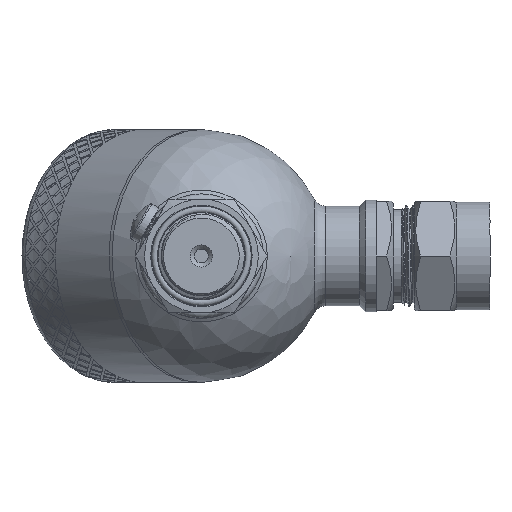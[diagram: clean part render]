
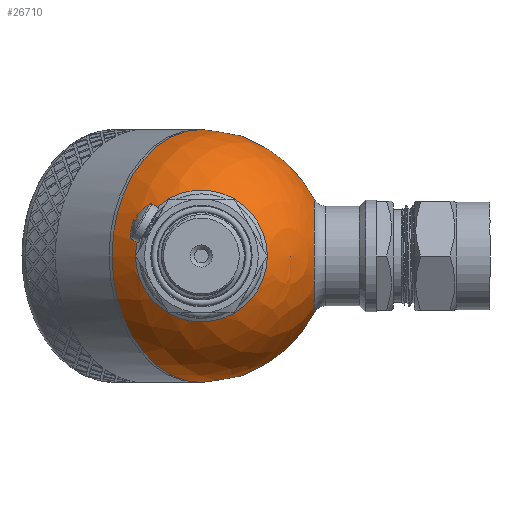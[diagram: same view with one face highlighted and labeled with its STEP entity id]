
A CAD part, left-side view. The second image highlights one B-rep face of the part: STEP entity #26710.
In plain terms, the highlighted spherical face has radius 30 mm.
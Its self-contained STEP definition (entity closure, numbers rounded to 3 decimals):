
#43=SPHERICAL_SURFACE('',#27838,30.);
#336=FACE_BOUND('',#5033,.T.);
#337=FACE_BOUND('',#5034,.T.);
#3179=FACE_OUTER_BOUND('',#5032,.T.);
#5032=EDGE_LOOP('',(#24251,#24252,#24253,#24254));
#5033=EDGE_LOOP('',(#24255));
#5034=EDGE_LOOP('',(#24256));
#5537=CIRCLE('',#27835,15.643);
#5540=CIRCLE('',#27839,30.);
#5541=CIRCLE('',#27840,30.);
#5542=CIRCLE('',#27841,30.);
#5543=CIRCLE('',#27842,13.5);
#12474=VERTEX_POINT('',#65101);
#12476=VERTEX_POINT('',#65107);
#12477=VERTEX_POINT('',#65108);
#12478=VERTEX_POINT('',#65110);
#12479=VERTEX_POINT('',#65113);
#16434=EDGE_CURVE('',#12474,#12474,#5537,.T.);
#16437=EDGE_CURVE('',#12476,#12477,#5540,.T.);
#16438=EDGE_CURVE('',#12476,#12478,#5541,.T.);
#16439=EDGE_CURVE('',#12477,#12476,#5542,.T.);
#16440=EDGE_CURVE('',#12479,#12479,#5543,.T.);
#24251=ORIENTED_EDGE('',*,*,#16437,.F.);
#24252=ORIENTED_EDGE('',*,*,#16438,.T.);
#24253=ORIENTED_EDGE('',*,*,#16438,.F.);
#24254=ORIENTED_EDGE('',*,*,#16439,.F.);
#24255=ORIENTED_EDGE('',*,*,#16434,.F.);
#24256=ORIENTED_EDGE('',*,*,#16440,.F.);
#26710=ADVANCED_FACE('',(#3179,#336,#337),#43,.T.);
#27835=AXIS2_PLACEMENT_3D('',#65102,#30619,#30620);
#27838=AXIS2_PLACEMENT_3D('',#65106,#30625,#30626);
#27839=AXIS2_PLACEMENT_3D('',#65109,#30627,#30628);
#27840=AXIS2_PLACEMENT_3D('',#65111,#30629,#30630);
#27841=AXIS2_PLACEMENT_3D('',#65112,#30631,#30632);
#27842=AXIS2_PLACEMENT_3D('',#65114,#30633,#30634);
#30619=DIRECTION('center_axis',(-0.707,0.,0.707));
#30620=DIRECTION('ref_axis',(0.707,0.,0.707));
#30625=DIRECTION('center_axis',(1.,0.,0.));
#30626=DIRECTION('ref_axis',(0.,-1.,0.));
#30627=DIRECTION('center_axis',(1.,0.,0.));
#30628=DIRECTION('ref_axis',(0.,1.,0.));
#30629=DIRECTION('center_axis',(0.,0.,1.));
#30630=DIRECTION('ref_axis',(0.,1.,0.));
#30631=DIRECTION('center_axis',(1.,0.,0.));
#30632=DIRECTION('ref_axis',(0.,1.,0.));
#30633=DIRECTION('center_axis',(-0.707,0.,-0.707));
#30634=DIRECTION('ref_axis',(-0.707,0.,0.707));
#65101=CARTESIAN_POINT('',(-29.162,0.,7.04));
#65102=CARTESIAN_POINT('Origin',(-18.101,0.,18.101));
#65106=CARTESIAN_POINT('Origin',(0.,0.,0.));
#65107=CARTESIAN_POINT('',(0.,30.,0.));
#65108=CARTESIAN_POINT('',(0.,-30.,0.));
#65109=CARTESIAN_POINT('Origin',(0.,0.,0.));
#65110=CARTESIAN_POINT('',(-30.,0.,0.));
#65111=CARTESIAN_POINT('Origin',(0.,0.,0.));
#65112=CARTESIAN_POINT('Origin',(0.,0.,0.));
#65113=CARTESIAN_POINT('',(-9.398,0.,-28.49));
#65114=CARTESIAN_POINT('Origin',(-18.944,0.,-18.944));
